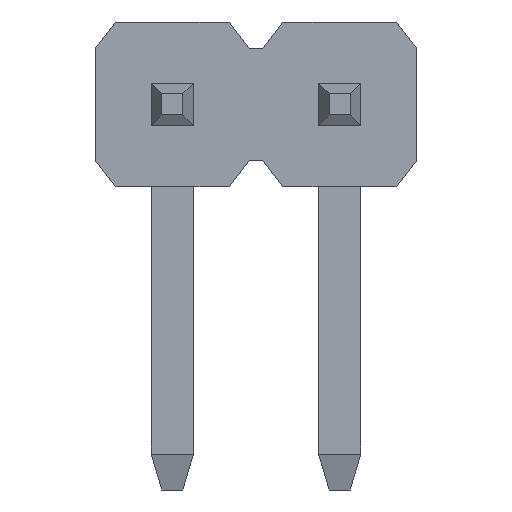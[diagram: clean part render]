
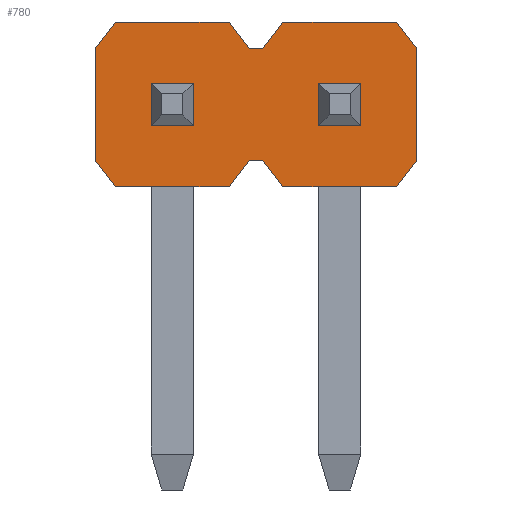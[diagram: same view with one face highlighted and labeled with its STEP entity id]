
A CAD part, front view. The second image highlights one B-rep face of the part: STEP entity #780.
In plain terms, the highlighted planar face has unit normal (0, -1, 0).
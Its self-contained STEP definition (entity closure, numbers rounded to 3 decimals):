
#390=EDGE_CURVE('',#660,#524,#1139,.T.);
#400=EDGE_CURVE('',#506,#874,#1149,.T.);
#416=VERTEX_POINT('',#1166);
#420=EDGE_CURVE('',#648,#844,#1170,.T.);
#444=VERTEX_POINT('',#1198);
#450=EDGE_CURVE('',#744,#1038,#1204,.T.);
#466=VERTEX_POINT('',#1221);
#506=VERTEX_POINT('',#1265);
#522=VERTEX_POINT('',#1285);
#524=VERTEX_POINT('',#1287);
#548=EDGE_CURVE('',#930,#1088,#1312,.T.);
#562=EDGE_CURVE('',#466,#648,#1327,.T.);
#592=EDGE_CURVE('',#874,#444,#1359,.T.);
#614=VERTEX_POINT('',#1383);
#642=VERTEX_POINT('',#1417);
#644=EDGE_CURVE('',#416,#506,#1419,.T.);
#648=VERTEX_POINT('',#1424);
#660=VERTEX_POINT('',#1436);
#690=EDGE_CURVE('',#642,#416,#1468,.T.);
#700=EDGE_CURVE('',#614,#930,#1479,.T.);
#732=EDGE_CURVE('',#844,#1050,#1516,.T.);
#744=VERTEX_POINT('',#1529);
#766=VERTEX_POINT('',#1553);
#774=VERTEX_POINT('',#1565);
#780=ADVANCED_FACE('',(#1571,#1572,#1573),#1574,.T.);
#802=EDGE_CURVE('',#1050,#466,#1599,.T.);
#806=EDGE_CURVE('',#524,#906,#1604,.T.);
#818=EDGE_CURVE('',#1012,#744,#1617,.T.);
#830=EDGE_CURVE('',#522,#774,#1630,.T.);
#844=VERTEX_POINT('',#1645);
#874=VERTEX_POINT('',#1679);
#904=EDGE_CURVE('',#1028,#614,#1711,.T.);
#906=VERTEX_POINT('',#1713);
#912=EDGE_CURVE('',#1112,#1012,#1721,.T.);
#914=EDGE_CURVE('',#766,#522,#1723,.T.);
#930=VERTEX_POINT('',#1739);
#992=EDGE_CURVE('',#774,#1008,#1806,.T.);
#996=EDGE_CURVE('',#1088,#660,#1810,.T.);
#1006=EDGE_CURVE('',#906,#642,#1820,.T.);
#1008=VERTEX_POINT('',#1822);
#1012=VERTEX_POINT('',#1826);
#1028=VERTEX_POINT('',#1843);
#1038=VERTEX_POINT('',#1853);
#1050=VERTEX_POINT('',#1866);
#1070=EDGE_CURVE('',#1008,#766,#1887,.T.);
#1074=EDGE_CURVE('',#444,#1112,#1891,.T.);
#1084=EDGE_CURVE('',#1038,#1028,#1902,.T.);
#1088=VERTEX_POINT('',#1906);
#1112=VERTEX_POINT('',#1931);
#1139=LINE('',#1949,#1950);
#1149=LINE('',#1965,#1966);
#1166=CARTESIAN_POINT('',(2.134,-2.5,1.25));
#1170=LINE('',#1996,#1997);
#1198=CARTESIAN_POINT('',(2.134,-2.5,-1.25));
#1204=LINE('',#2043,#2044);
#1221=CARTESIAN_POINT('',(-1.59,-2.5,0.32));
#1265=CARTESIAN_POINT('',(2.44,-2.5,0.853));
#1285=CARTESIAN_POINT('',(1.59,-2.5,0.32));
#1287=CARTESIAN_POINT('',(-0.1,-2.5,0.853));
#1312=LINE('',#2198,#2199);
#1327=LINE('',#2221,#2222);
#1359=LINE('',#2269,#2270);
#1383=CARTESIAN_POINT('',(-2.44,-2.5,-0.853));
#1417=CARTESIAN_POINT('',(0.406,-2.5,1.25));
#1419=LINE('',#2349,#2350);
#1424=CARTESIAN_POINT('',(-0.95,-2.5,0.32));
#1436=CARTESIAN_POINT('',(-0.406,-2.5,1.25));
#1468=LINE('',#2418,#2419);
#1479=LINE('',#2434,#2435);
#1516=LINE('',#2485,#2486);
#1529=CARTESIAN_POINT('',(-0.1,-2.5,-0.853));
#1553=CARTESIAN_POINT('',(0.95,-2.5,0.32));
#1565=CARTESIAN_POINT('',(1.59,-2.5,-0.32));
#1571=FACE_BOUND('',#2563,.T.);
#1572=FACE_BOUND('',#2564,.T.);
#1573=FACE_OUTER_BOUND('',#2565,.T.);
#1574=PLANE('',#2566);
#1599=LINE('',#2600,#2601);
#1604=LINE('',#2607,#2608);
#1617=LINE('',#2628,#2629);
#1630=LINE('',#2649,#2650);
#1645=CARTESIAN_POINT('',(-0.95,-2.5,-0.32));
#1679=CARTESIAN_POINT('',(2.44,-2.5,-0.853));
#1711=LINE('',#2762,#2763);
#1713=CARTESIAN_POINT('',(0.1,-2.5,0.853));
#1721=LINE('',#2774,#2775);
#1723=LINE('',#2778,#2779);
#1739=CARTESIAN_POINT('',(-2.44,-2.5,0.853));
#1806=LINE('',#2907,#2908);
#1810=LINE('',#2913,#2914);
#1820=LINE('',#2931,#2932);
#1822=CARTESIAN_POINT('',(0.95,-2.5,-0.32));
#1826=CARTESIAN_POINT('',(0.1,-2.5,-0.853));
#1843=CARTESIAN_POINT('',(-2.134,-2.5,-1.25));
#1853=CARTESIAN_POINT('',(-0.406,-2.5,-1.25));
#1866=CARTESIAN_POINT('',(-1.59,-2.5,-0.32));
#1887=LINE('',#3023,#3024);
#1891=LINE('',#3030,#3031);
#1902=LINE('',#3047,#3048);
#1906=CARTESIAN_POINT('',(-2.134,-2.5,1.25));
#1931=CARTESIAN_POINT('',(0.406,-2.5,-1.25));
#1949=CARTESIAN_POINT('',(-0.406,-2.5,1.25));
#1950=VECTOR('',#3102,1.0);
#1965=CARTESIAN_POINT('',(2.44,-2.5,0.853));
#1966=VECTOR('',#3105,1.0);
#1996=CARTESIAN_POINT('',(-0.95,-2.5,-0.535));
#1997=VECTOR('',#3118,1.0);
#2043=CARTESIAN_POINT('',(-0.406,-2.5,-1.25));
#2044=VECTOR('',#3161,1.0);
#2198=CARTESIAN_POINT('',(-2.134,-2.5,1.25));
#2199=VECTOR('',#3283,1.0);
#2221=CARTESIAN_POINT('',(-1.43,-2.5,0.32));
#2222=VECTOR('',#3297,1.0);
#2269=CARTESIAN_POINT('',(2.134,-2.5,-1.25));
#2270=VECTOR('',#3323,1.0);
#2349=CARTESIAN_POINT('',(2.134,-2.5,1.25));
#2350=VECTOR('',#3403,1.0);
#2418=CARTESIAN_POINT('',(0.406,-2.5,1.25));
#2419=VECTOR('',#3439,1.0);
#2434=CARTESIAN_POINT('',(-2.44,-2.5,-0.853));
#2435=VECTOR('',#3452,1.0);
#2485=CARTESIAN_POINT('',(-1.43,-2.5,-0.32));
#2486=VECTOR('',#3505,1.0);
#2563=EDGE_LOOP('',(#3577,#3578,#3579,#3580));
#2564=EDGE_LOOP('',(#3581,#3582,#3583,#3584));
#2565=EDGE_LOOP('',(#3585,#3586,#3587,#3588,#3589,#3590,#3591,#3592,#3593,#3594,#3595,#3596,#3597,#3598,#3599,#3600));
#2566=AXIS2_PLACEMENT_3D('',#3601,#3602,#3603);
#2600=CARTESIAN_POINT('',(-1.59,-2.5,-0.535));
#2601=VECTOR('',#3632,1.0);
#2607=CARTESIAN_POINT('',(0.1,-2.5,0.853));
#2608=VECTOR('',#3647,1.0);
#2628=CARTESIAN_POINT('',(0.1,-2.5,-0.853));
#2629=VECTOR('',#3661,1.0);
#2649=CARTESIAN_POINT('',(1.59,-2.5,-0.535));
#2650=VECTOR('',#3679,1.0);
#2762=CARTESIAN_POINT('',(-2.134,-2.5,-1.25));
#2763=VECTOR('',#3751,1.0);
#2774=CARTESIAN_POINT('',(0.406,-2.5,-1.25));
#2775=VECTOR('',#3768,1.0);
#2778=CARTESIAN_POINT('',(-0.16,-2.5,0.32));
#2779=VECTOR('',#3769,1.0);
#2907=CARTESIAN_POINT('',(-0.16,-2.5,-0.32));
#2908=VECTOR('',#3838,1.0);
#2913=CARTESIAN_POINT('',(-2.134,-2.5,1.25));
#2914=VECTOR('',#3839,1.0);
#2931=CARTESIAN_POINT('',(0.406,-2.5,1.25));
#2932=VECTOR('',#3843,1.0);
#3023=CARTESIAN_POINT('',(0.95,-2.5,-0.535));
#3024=VECTOR('',#3884,1.0);
#3030=CARTESIAN_POINT('',(0.406,-2.5,-1.25));
#3031=VECTOR('',#3888,1.0);
#3047=CARTESIAN_POINT('',(-2.134,-2.5,-1.25));
#3048=VECTOR('',#3901,1.0);
#3102=DIRECTION('',(0.611,0.,-0.792));
#3105=DIRECTION('',(0.0,0.,-1.0));
#3118=DIRECTION('',(0.,0.,-1.0));
#3161=DIRECTION('',(-0.611,0.,-0.792));
#3283=DIRECTION('',(0.611,0.,0.792));
#3297=DIRECTION('',(1.0,0.,0.));
#3323=DIRECTION('',(-0.611,0.,-0.792));
#3403=DIRECTION('',(0.611,0.,-0.792));
#3439=DIRECTION('',(1.0,0.0,0.0));
#3452=DIRECTION('',(0.0,0.,1.0));
#3505=DIRECTION('',(-1.0,0.,0.));
#3577=ORIENTED_EDGE('',*,*,#830,.T.);
#3578=ORIENTED_EDGE('',*,*,#992,.T.);
#3579=ORIENTED_EDGE('',*,*,#1070,.T.);
#3580=ORIENTED_EDGE('',*,*,#914,.T.);
#3581=ORIENTED_EDGE('',*,*,#420,.T.);
#3582=ORIENTED_EDGE('',*,*,#732,.T.);
#3583=ORIENTED_EDGE('',*,*,#802,.T.);
#3584=ORIENTED_EDGE('',*,*,#562,.T.);
#3585=ORIENTED_EDGE('',*,*,#390,.F.);
#3586=ORIENTED_EDGE('',*,*,#996,.F.);
#3587=ORIENTED_EDGE('',*,*,#548,.F.);
#3588=ORIENTED_EDGE('',*,*,#700,.F.);
#3589=ORIENTED_EDGE('',*,*,#904,.F.);
#3590=ORIENTED_EDGE('',*,*,#1084,.F.);
#3591=ORIENTED_EDGE('',*,*,#450,.F.);
#3592=ORIENTED_EDGE('',*,*,#818,.F.);
#3593=ORIENTED_EDGE('',*,*,#912,.F.);
#3594=ORIENTED_EDGE('',*,*,#1074,.F.);
#3595=ORIENTED_EDGE('',*,*,#592,.F.);
#3596=ORIENTED_EDGE('',*,*,#400,.F.);
#3597=ORIENTED_EDGE('',*,*,#644,.F.);
#3598=ORIENTED_EDGE('',*,*,#690,.F.);
#3599=ORIENTED_EDGE('',*,*,#1006,.F.);
#3600=ORIENTED_EDGE('',*,*,#806,.F.);
#3601=CARTESIAN_POINT('',(-1.27,-2.5,0.));
#3602=DIRECTION('',(0.0,-1.0,0.));
#3603=DIRECTION('',(1.0,0.0,0.0));
#3632=DIRECTION('',(0.,0.,1.0));
#3647=DIRECTION('',(1.0,0.0,0.0));
#3661=DIRECTION('',(-1.0,0.0,0.0));
#3679=DIRECTION('',(0.,0.,-1.0));
#3751=DIRECTION('',(-0.611,0.,0.792));
#3768=DIRECTION('',(-0.611,0.,0.792));
#3769=DIRECTION('',(1.0,0.,0.));
#3838=DIRECTION('',(-1.0,0.,0.));
#3839=DIRECTION('',(1.0,0.0,0.0));
#3843=DIRECTION('',(0.611,0.,0.792));
#3884=DIRECTION('',(0.,0.,1.0));
#3888=DIRECTION('',(-1.0,0.0,0.0));
#3901=DIRECTION('',(-1.0,0.0,0.0));
